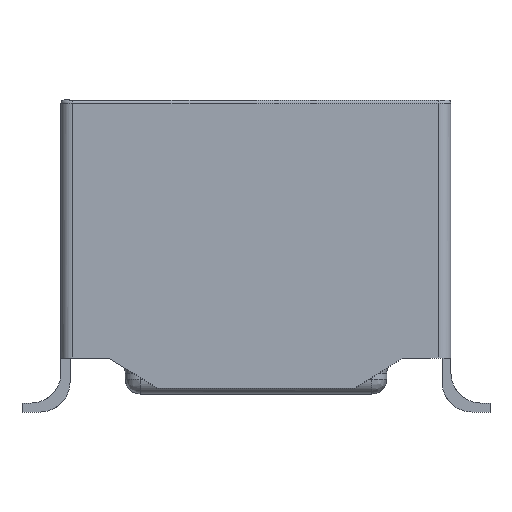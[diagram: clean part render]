
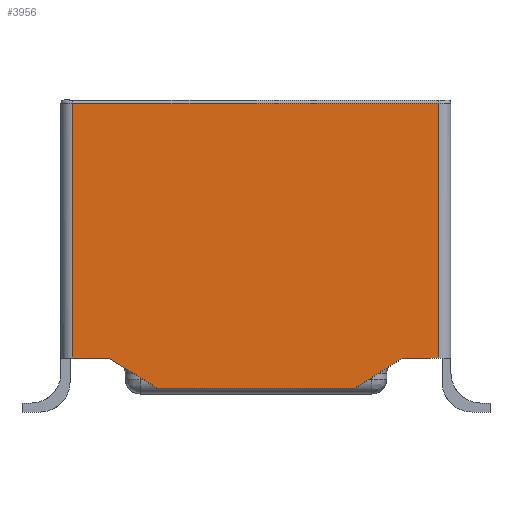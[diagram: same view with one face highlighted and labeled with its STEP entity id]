
A CAD part, left-side view. The second image highlights one B-rep face of the part: STEP entity #3956.
In plain terms, the highlighted planar face has unit normal (-1, 0, 0).
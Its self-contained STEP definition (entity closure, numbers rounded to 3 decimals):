
#1114=B_SPLINE_CURVE_WITH_KNOTS('',1,(#18897,#18898),.UNSPECIFIED.,.F.,.F.,
(2,2),(0.05,4.3),.UNSPECIFIED.);
#1115=B_SPLINE_CURVE_WITH_KNOTS('',3,(#18899,#18900,#18901,#18902),
 .UNSPECIFIED.,.F.,.F.,(4,4),(0.05,4.3),.UNSPECIFIED.);
#1116=B_SPLINE_CURVE_WITH_KNOTS('',1,(#18903,#18904),.UNSPECIFIED.,.F.,.F.,
(2,2),(0.2,0.8),.UNSPECIFIED.);
#1117=B_SPLINE_CURVE_WITH_KNOTS('',1,(#18905,#18906),.UNSPECIFIED.,.F.,.F.,
(2,2),(0.2,0.8),.UNSPECIFIED.);
#1118=B_SPLINE_CURVE_WITH_KNOTS('',1,(#18907,#18908),.UNSPECIFIED.,.F.,.F.,
(2,2),(0.,0.943),.UNSPECIFIED.);
#1119=B_SPLINE_CURVE_WITH_KNOTS('',1,(#18909,#18910),.UNSPECIFIED.,.F.,.F.,
(2,2),(0.,0.943),.UNSPECIFIED.);
#1120=B_SPLINE_CURVE_WITH_KNOTS('',1,(#18911,#18912),.UNSPECIFIED.,.F.,.F.,
(2,2),(0.,3.3),.UNSPECIFIED.);
#1121=B_SPLINE_CURVE_WITH_KNOTS('',1,(#18913,#18914),.UNSPECIFIED.,.F.,.F.,
(2,2),(0.,3.3),.UNSPECIFIED.);
#1122=B_SPLINE_CURVE_WITH_KNOTS('',1,(#18915,#18916),.UNSPECIFIED.,.F.,.F.,
(2,2),(0.,0.943),.UNSPECIFIED.);
#1123=B_SPLINE_CURVE_WITH_KNOTS('',1,(#18917,#18918),.UNSPECIFIED.,.F.,.F.,
(2,2),(0.,0.943),.UNSPECIFIED.);
#1124=B_SPLINE_CURVE_WITH_KNOTS('',1,(#18919,#18920),.UNSPECIFIED.,.F.,.F.,
(2,2),(0.,0.6),.UNSPECIFIED.);
#1125=B_SPLINE_CURVE_WITH_KNOTS('',1,(#18921,#18922),.UNSPECIFIED.,.F.,.F.,
(2,2),(0.,0.6),.UNSPECIFIED.);
#1126=B_SPLINE_CURVE_WITH_KNOTS('',1,(#18923,#18924),.UNSPECIFIED.,.F.,.F.,
(2,2),(-4.3,-0.05),.UNSPECIFIED.);
#1127=B_SPLINE_CURVE_WITH_KNOTS('',3,(#18925,#18926,#18927,#18928),
 .UNSPECIFIED.,.F.,.F.,(4,4),(-4.3,-0.05),.UNSPECIFIED.);
#1128=B_SPLINE_CURVE_WITH_KNOTS('',1,(#18929,#18930),.UNSPECIFIED.,.F.,.F.,
(2,2),(-6.1,0.),.UNSPECIFIED.);
#1129=B_SPLINE_CURVE_WITH_KNOTS('',3,(#18931,#18932,#18933,#18934),
 .UNSPECIFIED.,.F.,.F.,(4,4),(-6.1,0.),.UNSPECIFIED.);
#3956=ADVANCED_FACE('',(#4187),#12616,.T.);
#4187=FACE_OUTER_BOUND('',#4463,.T.);
#4463=EDGE_LOOP('',(#5197,#5198,#5199,#5200,#5201,#5202,#5203,#5204));
#5197=ORIENTED_EDGE('',*,*,#10603,.T.);
#5198=ORIENTED_EDGE('',*,*,#10604,.T.);
#5199=ORIENTED_EDGE('',*,*,#10605,.T.);
#5200=ORIENTED_EDGE('',*,*,#10606,.T.);
#5201=ORIENTED_EDGE('',*,*,#10607,.T.);
#5202=ORIENTED_EDGE('',*,*,#10608,.T.);
#5203=ORIENTED_EDGE('',*,*,#10609,.T.);
#5204=ORIENTED_EDGE('',*,*,#10610,.T.);
#6609=PCURVE('',#12616,#8021);
#6610=PCURVE('',#12616,#8022);
#6611=PCURVE('',#12616,#8023);
#6612=PCURVE('',#12616,#8024);
#6613=PCURVE('',#12616,#8025);
#6614=PCURVE('',#12616,#8026);
#6615=PCURVE('',#12616,#8027);
#6616=PCURVE('',#12616,#8028);
#8021=DEFINITIONAL_REPRESENTATION('',(#1115),#25359);
#8022=DEFINITIONAL_REPRESENTATION('',(#1117),#25359);
#8023=DEFINITIONAL_REPRESENTATION('',(#1119),#25359);
#8024=DEFINITIONAL_REPRESENTATION('',(#1121),#25359);
#8025=DEFINITIONAL_REPRESENTATION('',(#1123),#25359);
#8026=DEFINITIONAL_REPRESENTATION('',(#1125),#25359);
#8027=DEFINITIONAL_REPRESENTATION('',(#1127),#25359);
#8028=DEFINITIONAL_REPRESENTATION('',(#1129),#25359);
#9433=SURFACE_CURVE('',#1114,(#6609),.PCURVE_S1.);
#9434=SURFACE_CURVE('',#1116,(#6610),.PCURVE_S1.);
#9435=SURFACE_CURVE('',#1118,(#6611),.PCURVE_S1.);
#9436=SURFACE_CURVE('',#1120,(#6612),.PCURVE_S1.);
#9437=SURFACE_CURVE('',#1122,(#6613),.PCURVE_S1.);
#9438=SURFACE_CURVE('',#1124,(#6614),.PCURVE_S1.);
#9439=SURFACE_CURVE('',#1126,(#6615),.PCURVE_S1.);
#9440=SURFACE_CURVE('',#1128,(#6616),.PCURVE_S1.);
#10603=EDGE_CURVE('',#12064,#12059,#9433,.T.);
#10604=EDGE_CURVE('',#12059,#12060,#9434,.T.);
#10605=EDGE_CURVE('',#12060,#12061,#9435,.T.);
#10606=EDGE_CURVE('',#12061,#12062,#9436,.T.);
#10607=EDGE_CURVE('',#12062,#12058,#9437,.T.);
#10608=EDGE_CURVE('',#12058,#12057,#9438,.T.);
#10609=EDGE_CURVE('',#12057,#12063,#9439,.T.);
#10610=EDGE_CURVE('',#12063,#12064,#9440,.T.);
#12057=VERTEX_POINT('',#18889);
#12058=VERTEX_POINT('',#18890);
#12059=VERTEX_POINT('',#18891);
#12060=VERTEX_POINT('',#18892);
#12061=VERTEX_POINT('',#18893);
#12062=VERTEX_POINT('',#18894);
#12063=VERTEX_POINT('',#18895);
#12064=VERTEX_POINT('',#18896);
#12616=PLANE('',#12800);
#12800=AXIS2_PLACEMENT_3D('',#18888,#12968,$);
#12968=DIRECTION('',(-1.,0.,0.));
#18888=CARTESIAN_POINT('',(-5.,-3.901,-0.081));
#18889=CARTESIAN_POINT('',(-5.,-3.05,0.9));
#18890=CARTESIAN_POINT('',(-5.,-2.45,0.9));
#18891=CARTESIAN_POINT('',(-5.,3.05,0.9));
#18892=CARTESIAN_POINT('',(-5.,2.45,0.9));
#18893=CARTESIAN_POINT('',(-5.,1.65,0.4));
#18894=CARTESIAN_POINT('',(-5.,-1.65,0.4));
#18895=CARTESIAN_POINT('',(-5.,-3.05,5.15));
#18896=CARTESIAN_POINT('',(-5.,3.05,5.15));
#18897=CARTESIAN_POINT('',(-5.,3.05,5.15));
#18898=CARTESIAN_POINT('',(-5.,3.05,0.9));
#18899=CARTESIAN_POINT('',(-0.05,-0.2));
#18900=CARTESIAN_POINT('',(-1.467,-0.2));
#18901=CARTESIAN_POINT('',(-2.883,-0.2));
#18902=CARTESIAN_POINT('',(-4.3,-0.2));
#18903=CARTESIAN_POINT('',(-5.,3.05,0.9));
#18904=CARTESIAN_POINT('',(-5.,2.45,0.9));
#18905=CARTESIAN_POINT('',(-4.3,-0.2));
#18906=CARTESIAN_POINT('',(-4.3,-0.8));
#18907=CARTESIAN_POINT('',(-5.,2.45,0.9));
#18908=CARTESIAN_POINT('',(-5.,1.65,0.4));
#18909=CARTESIAN_POINT('',(-4.3,-0.8));
#18910=CARTESIAN_POINT('',(-4.8,-1.6));
#18911=CARTESIAN_POINT('',(-5.,1.65,0.4));
#18912=CARTESIAN_POINT('',(-5.,-1.65,0.4));
#18913=CARTESIAN_POINT('',(-4.8,-1.6));
#18914=CARTESIAN_POINT('',(-4.8,-4.9));
#18915=CARTESIAN_POINT('',(-5.,-1.65,0.4));
#18916=CARTESIAN_POINT('',(-5.,-2.45,0.9));
#18917=CARTESIAN_POINT('',(-4.8,-4.9));
#18918=CARTESIAN_POINT('',(-4.3,-5.7));
#18919=CARTESIAN_POINT('',(-5.,-2.45,0.9));
#18920=CARTESIAN_POINT('',(-5.,-3.05,0.9));
#18921=CARTESIAN_POINT('',(-4.3,-5.7));
#18922=CARTESIAN_POINT('',(-4.3,-6.3));
#18923=CARTESIAN_POINT('',(-5.,-3.05,0.9));
#18924=CARTESIAN_POINT('',(-5.,-3.05,5.15));
#18925=CARTESIAN_POINT('',(-4.3,-6.3));
#18926=CARTESIAN_POINT('',(-2.883,-6.3));
#18927=CARTESIAN_POINT('',(-1.467,-6.3));
#18928=CARTESIAN_POINT('',(-0.05,-6.3));
#18929=CARTESIAN_POINT('',(-5.,-3.05,5.15));
#18930=CARTESIAN_POINT('',(-5.,3.05,5.15));
#18931=CARTESIAN_POINT('',(-0.05,-6.3));
#18932=CARTESIAN_POINT('',(-0.05,-4.267));
#18933=CARTESIAN_POINT('',(-0.05,-2.233));
#18934=CARTESIAN_POINT('',(-0.05,-0.2));
#25359=(
GEOMETRIC_REPRESENTATION_CONTEXT(2)
PARAMETRIC_REPRESENTATION_CONTEXT()
REPRESENTATION_CONTEXT('pspace','')
);
